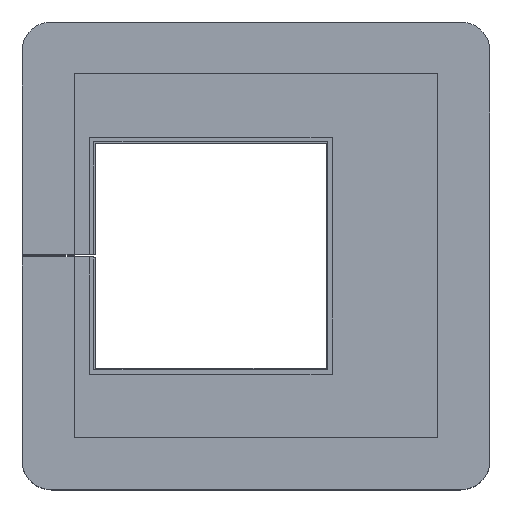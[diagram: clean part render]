
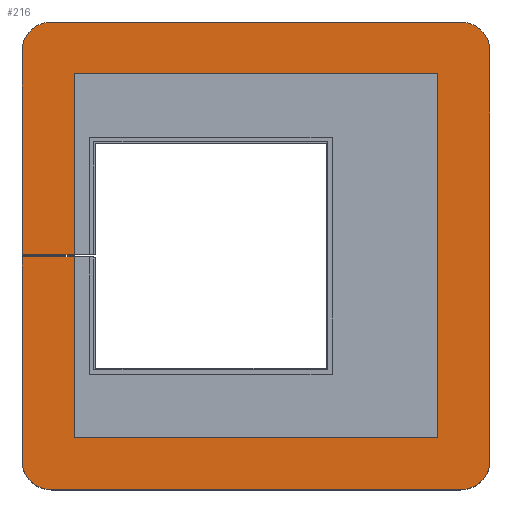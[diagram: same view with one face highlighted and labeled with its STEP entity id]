
A CAD part, top view. The second image highlights one B-rep face of the part: STEP entity #216.
In plain terms, the highlighted planar face has unit normal (0, 0, 1).
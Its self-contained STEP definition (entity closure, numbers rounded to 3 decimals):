
#216=ADVANCED_FACE('NONE',(#493),#494,.F.);
#493=FACE_OUTER_BOUND('',#828,.T.);
#494=PLANE('',#829);
#828=EDGE_LOOP('',(#1410,#1411,#1412,#1413,#1414,#1415,#1416,#1417,#1418,#1419,#1420,#1421,#1422,#1423,#1424,#1425));
#829=AXIS2_PLACEMENT_3D('',#1426,#1427,#1428);
#1410=ORIENTED_EDGE('',*,*,#2112,.F.);
#1411=ORIENTED_EDGE('',*,*,#2330,.F.);
#1412=ORIENTED_EDGE('',*,*,#2254,.T.);
#1413=ORIENTED_EDGE('',*,*,#2331,.T.);
#1414=ORIENTED_EDGE('',*,*,#2318,.T.);
#1415=ORIENTED_EDGE('',*,*,#2332,.T.);
#1416=ORIENTED_EDGE('',*,*,#2322,.T.);
#1417=ORIENTED_EDGE('',*,*,#2333,.T.);
#1418=ORIENTED_EDGE('',*,*,#2327,.T.);
#1419=ORIENTED_EDGE('',*,*,#2334,.T.);
#1420=ORIENTED_EDGE('',*,*,#2315,.T.);
#1421=ORIENTED_EDGE('',*,*,#2335,.F.);
#1422=ORIENTED_EDGE('',*,*,#2116,.F.);
#1423=ORIENTED_EDGE('',*,*,#2336,.F.);
#1424=ORIENTED_EDGE('',*,*,#2337,.F.);
#1425=ORIENTED_EDGE('',*,*,#2338,.F.);
#1426=CARTESIAN_POINT('',(-40.5,40.5,37.5));
#1427=DIRECTION('',(0.0,0.0,-1.0));
#1428=DIRECTION('',(0.0,-1.0,0.0));
#2112=EDGE_CURVE('NONE',#2543,#2539,#2545,.T.);
#2116=EDGE_CURVE('NONE',#2550,#2552,#2553,.T.);
#2254=EDGE_CURVE('NONE',#2779,#2780,#2781,.T.);
#2315=EDGE_CURVE('NONE',#2885,#2883,#2886,.T.);
#2318=EDGE_CURVE('NONE',#2889,#2890,#2891,.T.);
#2322=EDGE_CURVE('NONE',#2895,#2896,#2897,.T.);
#2327=EDGE_CURVE('NONE',#2903,#2901,#2904,.T.);
#2330=EDGE_CURVE('NONE',#2779,#2543,#2907,.T.);
#2331=EDGE_CURVE('NONE',#2780,#2889,#2908,.T.);
#2332=EDGE_CURVE('NONE',#2890,#2895,#2909,.T.);
#2333=EDGE_CURVE('NONE',#2896,#2903,#2910,.T.);
#2334=EDGE_CURVE('NONE',#2901,#2885,#2911,.T.);
#2335=EDGE_CURVE('NONE',#2552,#2883,#2912,.T.);
#2336=EDGE_CURVE('NONE',#2913,#2550,#2914,.T.);
#2337=EDGE_CURVE('NONE',#2915,#2913,#2916,.T.);
#2338=EDGE_CURVE('NONE',#2539,#2915,#2917,.T.);
#2539=VERTEX_POINT('NONE',#3180);
#2543=VERTEX_POINT('NONE',#3186);
#2545=LINE('',#3189,#3190);
#2550=VERTEX_POINT('NONE',#3196);
#2552=VERTEX_POINT('NONE',#3199);
#2553=LINE('',#3200,#3201);
#2779=VERTEX_POINT('NONE',#3538);
#2780=VERTEX_POINT('NONE',#3539);
#2781=LINE('',#3540,#3541);
#2883=VERTEX_POINT('NONE',#3684);
#2885=VERTEX_POINT('NONE',#3687);
#2886=LINE('',#3688,#3689);
#2889=VERTEX_POINT('NONE',#3693);
#2890=VERTEX_POINT('NONE',#3694);
#2891=LINE('',#3695,#3696);
#2895=VERTEX_POINT('NONE',#3702);
#2896=VERTEX_POINT('NONE',#3703);
#2897=LINE('',#3704,#3705);
#2901=VERTEX_POINT('NONE',#3711);
#2903=VERTEX_POINT('NONE',#3714);
#2904=LINE('',#3715,#3716);
#2907=LINE('',#3720,#3721);
#2908=CIRCLE('',#3722,5.0);
#2909=CIRCLE('',#3723,5.0);
#2910=CIRCLE('',#3724,5.0);
#2911=CIRCLE('',#3725,5.0);
#2912=LINE('',#3726,#3727);
#2913=VERTEX_POINT('NONE',#3728);
#2914=LINE('',#3729,#3730);
#2915=VERTEX_POINT('NONE',#3731);
#2916=LINE('',#3732,#3733);
#2917=LINE('',#3734,#3735);
#3180=CARTESIAN_POINT('',(-31.5,-31.5,37.5));
#3186=CARTESIAN_POINT('',(-31.5,-0.2,37.5));
#3189=CARTESIAN_POINT('',(-31.5,-31.5,37.5));
#3190=VECTOR('',#4101,1000.0);
#3196=CARTESIAN_POINT('',(-31.5,31.5,37.5));
#3199=CARTESIAN_POINT('',(-31.5,0.2,37.5));
#3200=CARTESIAN_POINT('',(-31.5,-31.5,37.5));
#3201=VECTOR('',#4104,1000.0);
#3538=CARTESIAN_POINT('',(-40.5,-0.2,37.5));
#3539=CARTESIAN_POINT('',(-40.5,-35.5,37.5));
#3540=CARTESIAN_POINT('',(-40.5,-40.5,37.5));
#3541=VECTOR('',#4216,1000.0);
#3684=CARTESIAN_POINT('',(-40.5,0.2,37.5));
#3687=CARTESIAN_POINT('',(-40.5,35.5,37.5));
#3688=CARTESIAN_POINT('',(-40.5,-40.5,37.5));
#3689=VECTOR('',#4283,1000.0);
#3693=CARTESIAN_POINT('',(-35.5,-40.5,37.5));
#3694=CARTESIAN_POINT('',(35.5,-40.5,37.5));
#3695=CARTESIAN_POINT('',(-40.5,-40.5,37.5));
#3696=VECTOR('',#4285,1000.0);
#3702=CARTESIAN_POINT('',(40.5,-35.5,37.5));
#3703=CARTESIAN_POINT('',(40.5,35.5,37.5));
#3704=CARTESIAN_POINT('',(40.5,-40.5,37.5));
#3705=VECTOR('',#4288,1000.0);
#3711=CARTESIAN_POINT('',(-35.5,40.5,37.5));
#3714=CARTESIAN_POINT('',(35.5,40.5,37.5));
#3715=CARTESIAN_POINT('',(-40.5,40.5,37.5));
#3716=VECTOR('',#4292,1000.0);
#3720=CARTESIAN_POINT('',(-40.5,-0.2,37.5));
#3721=VECTOR('',#4294,1000.0);
#3722=AXIS2_PLACEMENT_3D('',#4295,#4296,#4297);
#3723=AXIS2_PLACEMENT_3D('',#4298,#4299,#4300);
#3724=AXIS2_PLACEMENT_3D('',#4301,#4302,#4303);
#3725=AXIS2_PLACEMENT_3D('',#4304,#4305,#4306);
#3726=CARTESIAN_POINT('',(-40.5,0.2,37.5));
#3727=VECTOR('',#4307,1000.0);
#3728=CARTESIAN_POINT('',(31.5,31.5,37.5));
#3729=CARTESIAN_POINT('',(-31.5,31.5,37.5));
#3730=VECTOR('',#4308,1000.0);
#3731=CARTESIAN_POINT('',(31.5,-31.5,37.5));
#3732=CARTESIAN_POINT('',(31.5,-31.5,37.5));
#3733=VECTOR('',#4309,1000.0);
#3734=CARTESIAN_POINT('',(-31.5,-31.5,37.5));
#3735=VECTOR('',#4310,1000.0);
#4101=DIRECTION('',(-0.0,-1.0,-0.0));
#4104=DIRECTION('',(-0.0,-1.0,-0.0));
#4216=DIRECTION('',(-0.0,-1.0,-0.0));
#4283=DIRECTION('',(-0.0,-1.0,-0.0));
#4285=DIRECTION('',(1.0,0.0,0.0));
#4288=DIRECTION('',(0.0,1.0,0.0));
#4292=DIRECTION('',(-1.0,-0.0,-0.0));
#4294=DIRECTION('',(1.0,0.0,0.0));
#4295=CARTESIAN_POINT('',(-35.5,-35.5,37.5));
#4296=DIRECTION('',(0.0,0.0,1.0));
#4297=DIRECTION('',(-1.0,0.0,0.0));
#4298=CARTESIAN_POINT('',(35.5,-35.5,37.5));
#4299=DIRECTION('',(0.0,0.0,1.0));
#4300=DIRECTION('',(-1.0,0.0,0.0));
#4301=CARTESIAN_POINT('',(35.5,35.5,37.5));
#4302=DIRECTION('',(0.0,0.0,1.0));
#4303=DIRECTION('',(-1.0,0.0,0.0));
#4304=CARTESIAN_POINT('',(-35.5,35.5,37.5));
#4305=DIRECTION('',(0.0,0.0,1.0));
#4306=DIRECTION('',(-1.0,0.0,0.0));
#4307=DIRECTION('',(-1.0,0.,-0.0));
#4308=DIRECTION('',(-1.0,-0.0,-0.0));
#4309=DIRECTION('',(0.0,1.0,0.0));
#4310=DIRECTION('',(1.0,0.,0.0));
